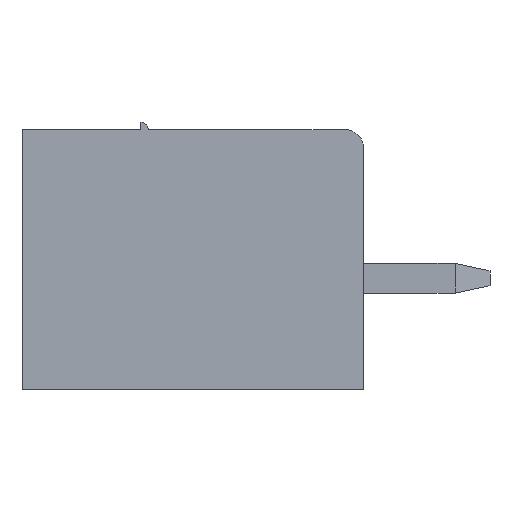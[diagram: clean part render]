
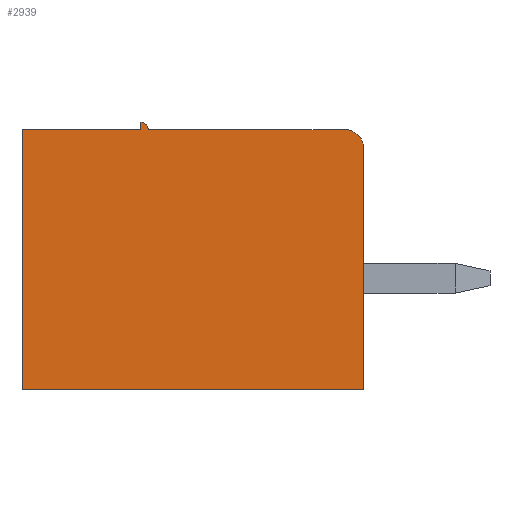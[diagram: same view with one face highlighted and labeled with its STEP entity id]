
A CAD part, left-side view. The second image highlights one B-rep face of the part: STEP entity #2939.
In plain terms, the highlighted planar face has unit normal (-1, 0, 0).
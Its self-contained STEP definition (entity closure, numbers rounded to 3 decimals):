
#151 = FACE_OUTER_BOUND ( 'NONE', #1269, .T. ) ;
#442 = VERTEX_POINT ( 'NONE', #19131 ) ;
#466 = VERTEX_POINT ( 'NONE', #20090 ) ;
#538 = ORIENTED_EDGE ( 'NONE', *, *, #15541, .F. ) ;
#885 = CARTESIAN_POINT ( 'NONE',  ( 0., 9.2, 0. ) ) ;
#1060 = VERTEX_POINT ( 'NONE', #21768 ) ;
#1269 = EDGE_LOOP ( 'NONE', ( #25206, #5847, #21882, #15730, #3096, #21368, #538, #3665 ) ) ;
#1637 = CIRCLE ( 'NONE', #9961, 0.2 ) ;
#1735 = CARTESIAN_POINT ( 'NONE',  ( 0., 0.5, 7. ) ) ;
#2030 = DIRECTION ( 'NONE',  ( 0., -1., 0. ) ) ;
#2555 = VECTOR ( 'NONE', #2030, 1000. ) ;
#2902 = VECTOR ( 'NONE', #19757, 1000. ) ;
#2939 = ADVANCED_FACE ( 'NONE', ( #151 ), #15445, .F. ) ;
#3096 = ORIENTED_EDGE ( 'NONE', *, *, #10461, .T. ) ;
#3159 = VECTOR ( 'NONE', #19249, 1000. ) ;
#3665 = ORIENTED_EDGE ( 'NONE', *, *, #27135, .T. ) ;
#4142 = VERTEX_POINT ( 'NONE', #885 ) ;
#4777 = CARTESIAN_POINT ( 'NONE',  ( 0., 9.2, 0. ) ) ;
#5097 = EDGE_CURVE ( 'NONE', #1060, #20948, #1637, .T. ) ;
#5223 = DIRECTION ( 'NONE',  ( -1., 0., 0. ) ) ;
#5270 = DIRECTION ( 'NONE',  ( 0., 0., -1. ) ) ;
#5438 = DIRECTION ( 'NONE',  ( 0., 0., 1. ) ) ;
#5560 = CARTESIAN_POINT ( 'NONE',  ( 0., 0., 7. ) ) ;
#5847 = ORIENTED_EDGE ( 'NONE', *, *, #18166, .T. ) ;
#7026 = CARTESIAN_POINT ( 'NONE',  ( 0., 0.5, 6.5 ) ) ;
#8455 = EDGE_CURVE ( 'NONE', #14114, #466, #26486, .T. ) ;
#9648 = LINE ( 'NONE', #11688, #17413 ) ;
#9961 = AXIS2_PLACEMENT_3D ( 'NONE', #19886, #17280, #25718 ) ;
#10461 = EDGE_CURVE ( 'NONE', #20948, #12017, #9648, .T. ) ;
#11617 = LINE ( 'NONE', #4777, #2902 ) ;
#11679 = AXIS2_PLACEMENT_3D ( 'NONE', #17389, #26095, #25546 ) ;
#11688 = CARTESIAN_POINT ( 'NONE',  ( 0., 6., 7. ) ) ;
#11824 = CARTESIAN_POINT ( 'NONE',  ( 0., 6., 7.2 ) ) ;
#12017 = VERTEX_POINT ( 'NONE', #20587 ) ;
#13137 = LINE ( 'NONE', #21890, #3159 ) ;
#13937 = DIRECTION ( 'NONE',  ( 0., 0., -1. ) ) ;
#14114 = VERTEX_POINT ( 'NONE', #20324 ) ;
#15445 = PLANE ( 'NONE',  #11679 ) ;
#15466 = AXIS2_PLACEMENT_3D ( 'NONE', #7026, #5223, #13937 ) ;
#15541 = EDGE_CURVE ( 'NONE', #4142, #442, #13137, .T. ) ;
#15730 = ORIENTED_EDGE ( 'NONE', *, *, #5097, .T. ) ;
#16069 = LINE ( 'NONE', #24238, #23652 ) ;
#16574 = LINE ( 'NONE', #25310, #2555 ) ;
#17280 = DIRECTION ( 'NONE',  ( -1., 0., 0. ) ) ;
#17380 = EDGE_CURVE ( 'NONE', #442, #12017, #16574, .T. ) ;
#17389 = CARTESIAN_POINT ( 'NONE',  ( 0., 9.2, 7. ) ) ;
#17413 = VECTOR ( 'NONE', #5270, 1000. ) ;
#18166 = EDGE_CURVE ( 'NONE', #466, #27303, #19876, .T. ) ;
#19131 = CARTESIAN_POINT ( 'NONE',  ( 0., 9.2, 7. ) ) ;
#19249 = DIRECTION ( 'NONE',  ( 0., 0., 1. ) ) ;
#19757 = DIRECTION ( 'NONE',  ( 0., -1., 0. ) ) ;
#19876 = CIRCLE ( 'NONE', #15466, 0.5 ) ;
#19886 = CARTESIAN_POINT ( 'NONE',  ( 0., 6., 7. ) ) ;
#20090 = CARTESIAN_POINT ( 'NONE',  ( 0., 0., 6.5 ) ) ;
#20324 = CARTESIAN_POINT ( 'NONE',  ( 0., 0., 0. ) ) ;
#20587 = CARTESIAN_POINT ( 'NONE',  ( 0., 6., 7. ) ) ;
#20948 = VERTEX_POINT ( 'NONE', #11824 ) ;
#21368 = ORIENTED_EDGE ( 'NONE', *, *, #17380, .F. ) ;
#21768 = CARTESIAN_POINT ( 'NONE',  ( 0., 5.8, 7. ) ) ;
#21882 = ORIENTED_EDGE ( 'NONE', *, *, #24615, .F. ) ;
#21890 = CARTESIAN_POINT ( 'NONE',  ( 0., 9.2, 7. ) ) ;
#23044 = VECTOR ( 'NONE', #5438, 1000. ) ;
#23652 = VECTOR ( 'NONE', #24800, 1000. ) ;
#24238 = CARTESIAN_POINT ( 'NONE',  ( 0., 9.2, 7. ) ) ;
#24615 = EDGE_CURVE ( 'NONE', #1060, #27303, #16069, .T. ) ;
#24800 = DIRECTION ( 'NONE',  ( 0., -1., 0. ) ) ;
#25206 = ORIENTED_EDGE ( 'NONE', *, *, #8455, .T. ) ;
#25310 = CARTESIAN_POINT ( 'NONE',  ( 0., 9.2, 7. ) ) ;
#25546 = DIRECTION ( 'NONE',  ( 0., 0., -1. ) ) ;
#25718 = DIRECTION ( 'NONE',  ( 0., 0., 1. ) ) ;
#26095 = DIRECTION ( 'NONE',  ( 1., 0., 0. ) ) ;
#26486 = LINE ( 'NONE', #5560, #23044 ) ;
#27135 = EDGE_CURVE ( 'NONE', #4142, #14114, #11617, .T. ) ;
#27303 = VERTEX_POINT ( 'NONE', #1735 ) ;
